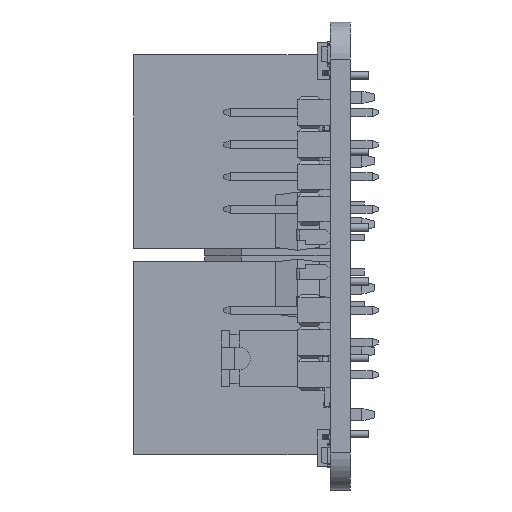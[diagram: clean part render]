
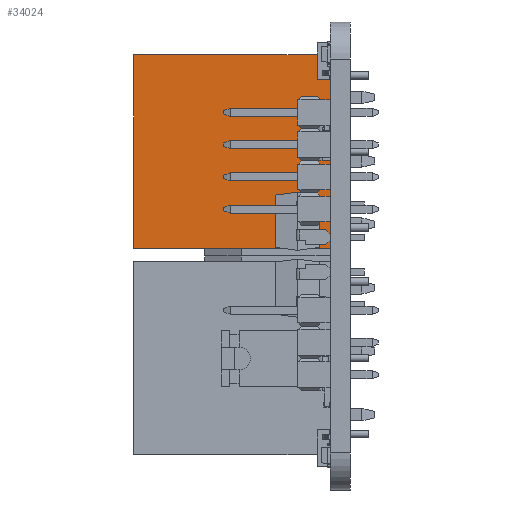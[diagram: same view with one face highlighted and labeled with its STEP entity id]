
A CAD part, left-side view. The second image highlights one B-rep face of the part: STEP entity #34024.
In plain terms, the highlighted face is planar.
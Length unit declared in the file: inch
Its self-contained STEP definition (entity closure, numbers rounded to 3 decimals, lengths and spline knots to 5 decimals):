
#1612 = ORIENTED_EDGE ( 'NONE', *, *, #10120, .T. ) ;
#2157 = EDGE_CURVE ( 'NONE', #12236, #29457, #19347, .T. ) ;
#3760 = VECTOR ( 'NONE', #24576, 39.37008 ) ;
#4347 = VECTOR ( 'NONE', #6695, 39.37008 ) ;
#5131 = VERTEX_POINT ( 'NONE', #30947 ) ;
#5283 = CARTESIAN_POINT ( 'NONE',  ( 0.3675, 0.61, -0.3 ) ) ;
#6695 = DIRECTION ( 'NONE',  ( 0., -1., 0. ) ) ;
#7525 = CARTESIAN_POINT ( 'NONE',  ( 0.3675, 0., -0.3 ) ) ;
#10120 = EDGE_CURVE ( 'NONE', #19279, #29457, #37903, .T. ) ;
#11736 = EDGE_CURVE ( 'NONE', #5131, #12236, #40389, .T. ) ;
#12236 = VERTEX_POINT ( 'NONE', #7525 ) ;
#15041 = ORIENTED_EDGE ( 'NONE', *, *, #25261, .T. ) ;
#19018 = DIRECTION ( 'NONE',  ( 1., 0., 0. ) ) ;
#19279 = VERTEX_POINT ( 'NONE', #33583 ) ;
#19347 = LINE ( 'NONE', #37534, #27313 ) ;
#19558 = CARTESIAN_POINT ( 'NONE',  ( 0.3675, 0., 0.3 ) ) ;
#21968 = DIRECTION ( 'NONE',  ( 0., 0., -1. ) ) ;
#24576 = DIRECTION ( 'NONE',  ( 0., 0., 1. ) ) ;
#25261 = EDGE_CURVE ( 'NONE', #5131, #19279, #38870, .T. ) ;
#26450 = ORIENTED_EDGE ( 'NONE', *, *, #11736, .F. ) ;
#27313 = VECTOR ( 'NONE', #34279, 39.37008 ) ;
#28792 = ORIENTED_EDGE ( 'NONE', *, *, #2157, .F. ) ;
#29457 = VERTEX_POINT ( 'NONE', #19558 ) ;
#30947 = CARTESIAN_POINT ( 'NONE',  ( 0.3675, 0.61, -0.3 ) ) ;
#31372 = VECTOR ( 'NONE', #38316, 39.37008 ) ;
#31688 = AXIS2_PLACEMENT_3D ( 'NONE', #5283, #19018, #21968 ) ;
#31690 = EDGE_LOOP ( 'NONE', ( #28792, #26450, #15041, #1612 ) ) ;
#31915 = FACE_OUTER_BOUND ( 'NONE', #31690, .T. ) ;
#33583 = CARTESIAN_POINT ( 'NONE',  ( 0.3675, 0.61, 0.3 ) ) ;
#34024 = ADVANCED_FACE ( 'NONE', ( #31915 ), #35604, .T. ) ;
#34279 = DIRECTION ( 'NONE',  ( 0., 0., 1. ) ) ;
#35338 = CARTESIAN_POINT ( 'NONE',  ( 0.3675, 0.61, -0.3 ) ) ;
#35604 = PLANE ( 'NONE',  #31688 ) ;
#37276 = CARTESIAN_POINT ( 'NONE',  ( 0.3675, 0.61, 0.3 ) ) ;
#37534 = CARTESIAN_POINT ( 'NONE',  ( 0.3675, 0., -0.3 ) ) ;
#37903 = LINE ( 'NONE', #37276, #4347 ) ;
#38316 = DIRECTION ( 'NONE',  ( 0., -1., 0. ) ) ;
#38870 = LINE ( 'NONE', #39098, #3760 ) ;
#39098 = CARTESIAN_POINT ( 'NONE',  ( 0.3675, 0.61, -0.3 ) ) ;
#40389 = LINE ( 'NONE', #35338, #31372 ) ;
